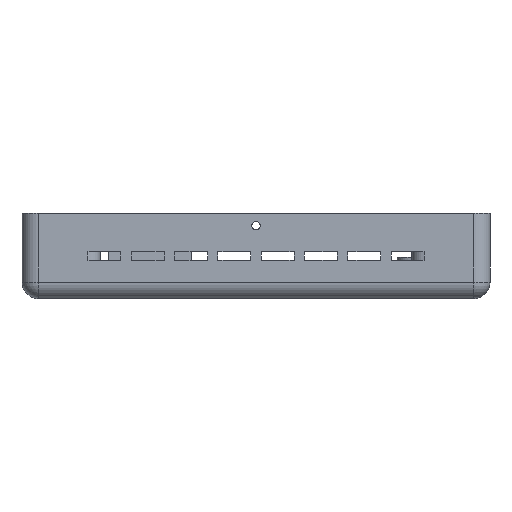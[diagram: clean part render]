
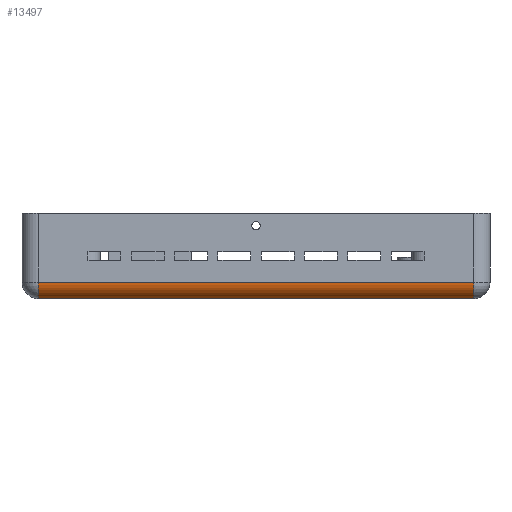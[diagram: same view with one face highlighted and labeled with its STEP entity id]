
A CAD part, left-side view. The second image highlights one B-rep face of the part: STEP entity #13497.
In plain terms, the highlighted cylindrical face has radius 4 mm (diameter 8 mm), a partial arc.
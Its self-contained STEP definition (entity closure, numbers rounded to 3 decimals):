
#1213 = PLANE('',#1214);
#1214 = AXIS2_PLACEMENT_3D('',#1215,#1216,#1217);
#1215 = CARTESIAN_POINT('',(0.,0.,0.));
#1216 = DIRECTION('',(-0.,-0.,1.));
#1217 = DIRECTION('',(1.,0.,0.));
#1328 = PLANE('',#1329);
#1329 = AXIS2_PLACEMENT_3D('',#1330,#1331,#1332);
#1330 = CARTESIAN_POINT('',(-157.,0.,0.));
#1331 = DIRECTION('',(-1.,-0.,-0.));
#1332 = DIRECTION('',(0.,0.,-1.));
#4771 = VERTEX_POINT('',#4772);
#4772 = CARTESIAN_POINT('',(-153.,4.,0.));
#4793 = EDGE_CURVE('',#4794,#4771,#4796,.T.);
#4794 = VERTEX_POINT('',#4795);
#4795 = CARTESIAN_POINT('',(-153.,109.5,0.));
#4796 = SURFACE_CURVE('',#4797,(#4801,#4808),.PCURVE_S1.);
#4797 = LINE('',#4798,#4799);
#4798 = CARTESIAN_POINT('',(-153.,109.5,0.));
#4799 = VECTOR('',#4800,1.);
#4800 = DIRECTION('',(0.,-1.,0.));
#4801 = PCURVE('',#1213,#4802);
#4802 = DEFINITIONAL_REPRESENTATION('',(#4803),#4807);
#4803 = LINE('',#4804,#4805);
#4804 = CARTESIAN_POINT('',(-153.,109.5));
#4805 = VECTOR('',#4806,1.);
#4806 = DIRECTION('',(-0.,-1.));
#4807 = ( GEOMETRIC_REPRESENTATION_CONTEXT(2) 
PARAMETRIC_REPRESENTATION_CONTEXT() REPRESENTATION_CONTEXT('2D SPACE',''
  ) );
#4808 = PCURVE('',#4809,#4814);
#4809 = CYLINDRICAL_SURFACE('',#4810,4.);
#4810 = AXIS2_PLACEMENT_3D('',#4811,#4812,#4813);
#4811 = CARTESIAN_POINT('',(-153.,109.5,4.));
#4812 = DIRECTION('',(0.,-1.,0.));
#4813 = DIRECTION('',(-1.,0.,0.));
#4814 = DEFINITIONAL_REPRESENTATION('',(#4815),#4819);
#4815 = LINE('',#4816,#4817);
#4816 = CARTESIAN_POINT('',(1.571,0.));
#4817 = VECTOR('',#4818,1.);
#4818 = DIRECTION('',(0.,1.));
#4819 = ( GEOMETRIC_REPRESENTATION_CONTEXT(2) 
PARAMETRIC_REPRESENTATION_CONTEXT() REPRESENTATION_CONTEXT('2D SPACE',''
  ) );
#7379 = VERTEX_POINT('',#7380);
#7380 = CARTESIAN_POINT('',(-157.,4.,4.));
#7395 = SPHERICAL_SURFACE('',#7396,4.);
#7396 = AXIS2_PLACEMENT_3D('',#7397,#7398,#7399);
#7397 = CARTESIAN_POINT('',(-153.,4.,4.));
#7398 = DIRECTION('',(0.,0.,-1.));
#7399 = DIRECTION('',(-1.,0.,-0.));
#7434 = VERTEX_POINT('',#7435);
#7435 = CARTESIAN_POINT('',(-157.,109.5,4.));
#7450 = SPHERICAL_SURFACE('',#7451,4.);
#7451 = AXIS2_PLACEMENT_3D('',#7452,#7453,#7454);
#7452 = CARTESIAN_POINT('',(-153.,109.5,4.));
#7453 = DIRECTION('',(0.,0.,-1.));
#7454 = DIRECTION('',(0.,1.,0.));
#7488 = EDGE_CURVE('',#7434,#7379,#7489,.T.);
#7489 = SURFACE_CURVE('',#7490,(#7494,#7501),.PCURVE_S1.);
#7490 = LINE('',#7491,#7492);
#7491 = CARTESIAN_POINT('',(-157.,109.5,4.));
#7492 = VECTOR('',#7493,1.);
#7493 = DIRECTION('',(0.,-1.,0.));
#7494 = PCURVE('',#1328,#7495);
#7495 = DEFINITIONAL_REPRESENTATION('',(#7496),#7500);
#7496 = LINE('',#7497,#7498);
#7497 = CARTESIAN_POINT('',(-4.,-109.5));
#7498 = VECTOR('',#7499,1.);
#7499 = DIRECTION('',(-0.,1.));
#7500 = ( GEOMETRIC_REPRESENTATION_CONTEXT(2) 
PARAMETRIC_REPRESENTATION_CONTEXT() REPRESENTATION_CONTEXT('2D SPACE',''
  ) );
#7501 = PCURVE('',#4809,#7502);
#7502 = DEFINITIONAL_REPRESENTATION('',(#7503),#7507);
#7503 = LINE('',#7504,#7505);
#7504 = CARTESIAN_POINT('',(0.,0.));
#7505 = VECTOR('',#7506,1.);
#7506 = DIRECTION('',(0.,1.));
#7507 = ( GEOMETRIC_REPRESENTATION_CONTEXT(2) 
PARAMETRIC_REPRESENTATION_CONTEXT() REPRESENTATION_CONTEXT('2D SPACE',''
  ) );
#13497 = ADVANCED_FACE('',(#13498),#4809,.T.);
#13498 = FACE_BOUND('',#13499,.T.);
#13499 = EDGE_LOOP('',(#13500,#13520,#13521,#13541));
#13500 = ORIENTED_EDGE('',*,*,#13501,.T.);
#13501 = EDGE_CURVE('',#7434,#4794,#13502,.T.);
#13502 = SURFACE_CURVE('',#13503,(#13508,#13514),.PCURVE_S1.);
#13503 = CIRCLE('',#13504,4.);
#13504 = AXIS2_PLACEMENT_3D('',#13505,#13506,#13507);
#13505 = CARTESIAN_POINT('',(-153.,109.5,4.));
#13506 = DIRECTION('',(0.,-1.,-0.));
#13507 = DIRECTION('',(-1.,0.,0.));
#13508 = PCURVE('',#4809,#13509);
#13509 = DEFINITIONAL_REPRESENTATION('',(#13510),#13513);
#13510 = B_SPLINE_CURVE_WITH_KNOTS('',1,(#13511,#13512),.UNSPECIFIED.,
  .F.,.F.,(2,2),(0.,1.571),.PIECEWISE_BEZIER_KNOTS.);
#13511 = CARTESIAN_POINT('',(0.,0.));
#13512 = CARTESIAN_POINT('',(1.571,0.));
#13513 = ( GEOMETRIC_REPRESENTATION_CONTEXT(2) 
PARAMETRIC_REPRESENTATION_CONTEXT() REPRESENTATION_CONTEXT('2D SPACE',''
  ) );
#13514 = PCURVE('',#7450,#13515);
#13515 = DEFINITIONAL_REPRESENTATION('',(#13516),#13519);
#13516 = B_SPLINE_CURVE_WITH_KNOTS('',1,(#13517,#13518),.UNSPECIFIED.,
  .F.,.F.,(2,2),(0.,1.571),.PIECEWISE_BEZIER_KNOTS.);
#13517 = CARTESIAN_POINT('',(-1.571,0.));
#13518 = CARTESIAN_POINT('',(-1.571,1.571));
#13519 = ( GEOMETRIC_REPRESENTATION_CONTEXT(2) 
PARAMETRIC_REPRESENTATION_CONTEXT() REPRESENTATION_CONTEXT('2D SPACE',''
  ) );
#13520 = ORIENTED_EDGE('',*,*,#4793,.T.);
#13521 = ORIENTED_EDGE('',*,*,#13522,.F.);
#13522 = EDGE_CURVE('',#7379,#4771,#13523,.T.);
#13523 = SURFACE_CURVE('',#13524,(#13529,#13535),.PCURVE_S1.);
#13524 = CIRCLE('',#13525,4.);
#13525 = AXIS2_PLACEMENT_3D('',#13526,#13527,#13528);
#13526 = CARTESIAN_POINT('',(-153.,4.,4.));
#13527 = DIRECTION('',(0.,-1.,0.));
#13528 = DIRECTION('',(-1.,0.,0.));
#13529 = PCURVE('',#4809,#13530);
#13530 = DEFINITIONAL_REPRESENTATION('',(#13531),#13534);
#13531 = B_SPLINE_CURVE_WITH_KNOTS('',1,(#13532,#13533),.UNSPECIFIED.,
  .F.,.F.,(2,2),(0.,1.571),.PIECEWISE_BEZIER_KNOTS.);
#13532 = CARTESIAN_POINT('',(0.,105.5));
#13533 = CARTESIAN_POINT('',(1.571,105.5));
#13534 = ( GEOMETRIC_REPRESENTATION_CONTEXT(2) 
PARAMETRIC_REPRESENTATION_CONTEXT() REPRESENTATION_CONTEXT('2D SPACE',''
  ) );
#13535 = PCURVE('',#7395,#13536);
#13536 = DEFINITIONAL_REPRESENTATION('',(#13537),#13540);
#13537 = B_SPLINE_CURVE_WITH_KNOTS('',1,(#13538,#13539),.UNSPECIFIED.,
  .F.,.F.,(2,2),(0.,1.571),.PIECEWISE_BEZIER_KNOTS.);
#13538 = CARTESIAN_POINT('',(0.,0.));
#13539 = CARTESIAN_POINT('',(0.,1.571));
#13540 = ( GEOMETRIC_REPRESENTATION_CONTEXT(2) 
PARAMETRIC_REPRESENTATION_CONTEXT() REPRESENTATION_CONTEXT('2D SPACE',''
  ) );
#13541 = ORIENTED_EDGE('',*,*,#7488,.F.);
